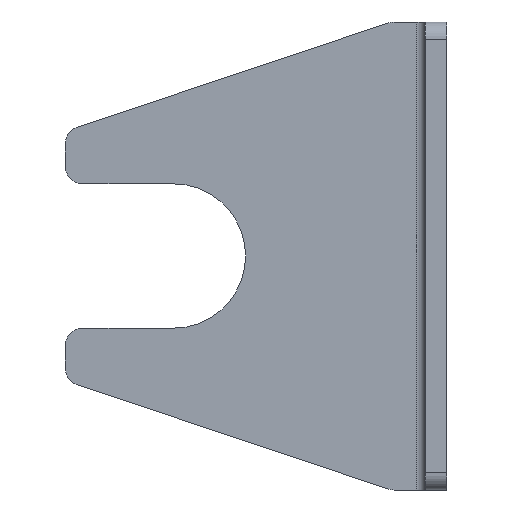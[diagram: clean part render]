
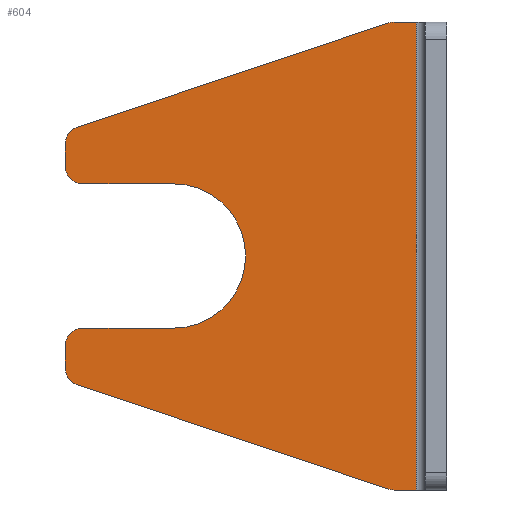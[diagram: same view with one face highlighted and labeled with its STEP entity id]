
A CAD part, front view. The second image highlights one B-rep face of the part: STEP entity #604.
In plain terms, the highlighted planar face has unit normal (0, -1, 0).
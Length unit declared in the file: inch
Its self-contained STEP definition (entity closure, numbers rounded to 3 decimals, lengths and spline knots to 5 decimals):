
#22=PLANE($,#653);
#41=FACE_OUTER_BOUND($,#75,.T.);
#75=EDGE_LOOP($,(#448,#449,#450,#451,#452,#453,#454,#455,#456,#457,#458,
#459,#460,#461,#462,#463));
#105=LINE($,#896,#165);
#121=LINE($,#944,#181);
#124=LINE($,#957,#184);
#127=LINE($,#963,#187);
#128=LINE($,#967,#188);
#129=LINE($,#971,#189);
#130=LINE($,#975,#190);
#131=LINE($,#977,#191);
#132=LINE($,#981,#192);
#165=VECTOR($,#709,0.07973);
#181=VECTOR($,#747,0.07973);
#184=VECTOR($,#760,0.08166);
#187=VECTOR($,#765,0.327);
#188=VECTOR($,#768,0.327);
#189=VECTOR($,#771,0.08166);
#190=VECTOR($,#774,1.18408);
#191=VECTOR($,#777,1.6875);
#192=VECTOR($,#780,1.18408);
#234=CIRCLE($,#650,0.063);
#236=CIRCLE($,#654,0.26);
#237=CIRCLE($,#655,0.063);
#238=CIRCLE($,#656,0.063);
#239=CIRCLE($,#657,0.063);
#240=CIRCLE($,#658,0.063);
#241=CIRCLE($,#659,0.063);
#257=VERTEX_POINT($,#893);
#258=VERTEX_POINT($,#895);
#278=VERTEX_POINT($,#941);
#279=VERTEX_POINT($,#943);
#280=VERTEX_POINT($,#947);
#281=VERTEX_POINT($,#948);
#284=VERTEX_POINT($,#956);
#286=VERTEX_POINT($,#962);
#287=VERTEX_POINT($,#964);
#288=VERTEX_POINT($,#966);
#289=VERTEX_POINT($,#968);
#290=VERTEX_POINT($,#970);
#291=VERTEX_POINT($,#972);
#292=VERTEX_POINT($,#974);
#293=VERTEX_POINT($,#978);
#294=VERTEX_POINT($,#980);
#318=EDGE_CURVE($,#258,#257,#105,.T.);
#342=EDGE_CURVE($,#279,#278,#121,.T.);
#344=EDGE_CURVE($,#280,#281,#234,.T.);
#348=EDGE_CURVE($,#281,#284,#124,.T.);
#351=EDGE_CURVE($,#280,#286,#127,.T.);
#352=EDGE_CURVE($,#286,#287,#236,.T.);
#353=EDGE_CURVE($,#287,#288,#128,.T.);
#354=EDGE_CURVE($,#289,#288,#237,.T.);
#355=EDGE_CURVE($,#290,#289,#129,.T.);
#356=EDGE_CURVE($,#291,#290,#238,.T.);
#357=EDGE_CURVE($,#291,#292,#130,.T.);
#358=EDGE_CURVE($,#258,#292,#239,.T.);
#359=EDGE_CURVE($,#257,#279,#131,.T.);
#360=EDGE_CURVE($,#293,#278,#240,.T.);
#361=EDGE_CURVE($,#293,#294,#132,.T.);
#362=EDGE_CURVE($,#284,#294,#241,.T.);
#448=ORIENTED_EDGE($,*,*,#344,.F.);
#449=ORIENTED_EDGE($,*,*,#351,.T.);
#450=ORIENTED_EDGE($,*,*,#352,.T.);
#451=ORIENTED_EDGE($,*,*,#353,.T.);
#452=ORIENTED_EDGE($,*,*,#354,.F.);
#453=ORIENTED_EDGE($,*,*,#355,.F.);
#454=ORIENTED_EDGE($,*,*,#356,.F.);
#455=ORIENTED_EDGE($,*,*,#357,.T.);
#456=ORIENTED_EDGE($,*,*,#358,.F.);
#457=ORIENTED_EDGE($,*,*,#318,.T.);
#458=ORIENTED_EDGE($,*,*,#359,.T.);
#459=ORIENTED_EDGE($,*,*,#342,.T.);
#460=ORIENTED_EDGE($,*,*,#360,.F.);
#461=ORIENTED_EDGE($,*,*,#361,.T.);
#462=ORIENTED_EDGE($,*,*,#362,.F.);
#463=ORIENTED_EDGE($,*,*,#348,.F.);
#604=ADVANCED_FACE($,(#41),#22,.T.);
#650=AXIS2_PLACEMENT_3D($,#949,#752,#753);
#653=AXIS2_PLACEMENT_3D($,#961,#763,#764);
#654=AXIS2_PLACEMENT_3D($,#965,#766,#767);
#655=AXIS2_PLACEMENT_3D($,#969,#769,#770);
#656=AXIS2_PLACEMENT_3D($,#973,#772,#773);
#657=AXIS2_PLACEMENT_3D($,#976,#775,#776);
#658=AXIS2_PLACEMENT_3D($,#979,#778,#779);
#659=AXIS2_PLACEMENT_3D($,#982,#781,#782);
#709=DIRECTION($,(1.,0.,0.));
#747=DIRECTION($,(-1.,0.,0.));
#752=DIRECTION('center_axis',(0.,1.,0.));
#753=DIRECTION('ref_axis',(-0.707,0.,-0.707));
#760=DIRECTION($,(0.,0.,1.));
#763=DIRECTION('center_axis',(0.,-1.,0.));
#764=DIRECTION('ref_axis',(0.,0.,-1.));
#765=DIRECTION($,(1.,0.,0.));
#766=DIRECTION('center_axis',(0.,1.,0.));
#767=DIRECTION('ref_axis',(0.,0.,
1.));
#768=DIRECTION($,(-1.,0.,0.));
#769=DIRECTION('center_axis',(0.,1.,0.));
#770=DIRECTION('ref_axis',(-0.707,0.,0.707));
#771=DIRECTION($,(0.,0.,1.));
#772=DIRECTION('center_axis',(0.,1.,0.));
#773=DIRECTION('ref_axis',(-0.812,0.,-0.584));
#774=DIRECTION($,(0.948,0.,-0.318));
#775=DIRECTION('center_axis',(0.,1.,0.));
#776=DIRECTION('ref_axis',(-0.161,0.,-0.987));
#777=DIRECTION($,(0.,0.,1.));
#778=DIRECTION('center_axis',(0.,1.,0.));
#779=DIRECTION('ref_axis',(-0.161,0.,0.987));
#780=DIRECTION($,(-0.948,0.,-0.318));
#781=DIRECTION('center_axis',(0.,1.,0.));
#782=DIRECTION('ref_axis',(-0.812,0.,0.584));
#893=CARTESIAN_POINT('',(0.,0.0315,-0.84375));
#895=CARTESIAN_POINT('',(-0.07973,0.0315,-0.84375));
#896=CARTESIAN_POINT($,(-1.2655,0.0315,-0.84375));
#941=CARTESIAN_POINT('',(-0.07973,0.0315,0.84375));
#943=CARTESIAN_POINT('',(0.,0.0315,0.84375));
#944=CARTESIAN_POINT($,(-1.2655,0.0315,0.84375));
#947=CARTESIAN_POINT('',(-1.2025,0.0315,0.26));
#948=CARTESIAN_POINT('',(-1.2655,0.0315,0.323));
#949=CARTESIAN_POINT('Origin',(-1.2025,0.0315,0.323));
#956=CARTESIAN_POINT('',(-1.2655,0.0315,0.40466));
#957=CARTESIAN_POINT($,(-1.2655,0.0315,0.));
#961=CARTESIAN_POINT('Origin',(0.,0.0315,0.));
#962=CARTESIAN_POINT('',(-0.8755,0.0315,0.26));
#963=CARTESIAN_POINT($,(-0.63275,0.0315,0.26));
#964=CARTESIAN_POINT('',(-0.8755,0.0315,-0.26));
#965=CARTESIAN_POINT('Origin',(-0.8755,0.0315,0.));
#966=CARTESIAN_POINT('',(-1.2025,0.0315,-0.26));
#967=CARTESIAN_POINT($,(-0.43775,0.0315,-0.26));
#968=CARTESIAN_POINT('',(-1.2655,0.0315,-0.323));
#969=CARTESIAN_POINT('Origin',(-1.2025,0.0315,-0.323));
#970=CARTESIAN_POINT('',(-1.2655,0.0315,-0.40466));
#971=CARTESIAN_POINT($,(-1.2655,0.0315,0.));
#972=CARTESIAN_POINT('',(-1.22251,0.0315,-0.4644));
#973=CARTESIAN_POINT('Origin',(-1.2025,0.0315,-0.40466));
#974=CARTESIAN_POINT('',(-0.09974,0.0315,-0.84049));
#975=CARTESIAN_POINT($,(-0.76435,0.0315,-0.61787));
#976=CARTESIAN_POINT('Origin',(-0.07973,0.0315,-0.78075));
#977=CARTESIAN_POINT($,(0.,0.0315,0.));
#978=CARTESIAN_POINT('',(-0.09974,0.0315,0.84049));
#979=CARTESIAN_POINT('Origin',(-0.07973,0.0315,0.78075));
#980=CARTESIAN_POINT('',(-1.22251,0.0315,0.4644));
#981=CARTESIAN_POINT($,(-0.1766,0.0315,0.81474));
#982=CARTESIAN_POINT('Origin',(-1.2025,0.0315,0.40466));
